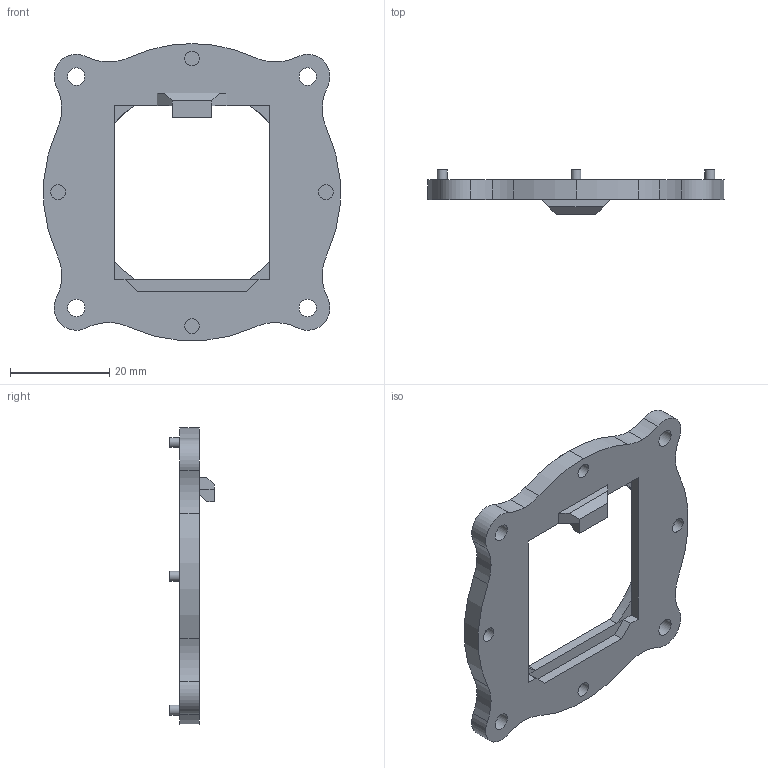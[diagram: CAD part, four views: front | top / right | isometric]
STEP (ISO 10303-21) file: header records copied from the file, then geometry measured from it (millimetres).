
FILE_DESCRIPTION(('HOOPS Exchange Step'),'2;1');
FILE_NAME('temp_export','2024-01-13T20:06:34+09:00',('mobile'),('Shapr3D Limited'),'HOOPS Exchange 2023.2','Shapr3D','Authorized');
FILE_SCHEMA( ('AUTOMOTIVE_DESIGN { 1 0 10303 214 1 1 1 1 }') );
Length unit declared in the file: millimetre
Products named in the file (1): Monitor-frame
Bounding box: 59.77 x 9 x 59.89 mm (x, y, z)
Volume: 7852.1 mm3; surface area: 5776.4 mm2
Topology: 1 solids, 1 shells, 72 faces, 195 edges, 133 vertices
Faces by surface type: cylinder 36, plane 36
Full cylindrical faces by diameter (mm): 2 x4, 3 x4, 3.5 x4
Entity records: 2370 total; most frequent: DIRECTION 436, CARTESIAN_POINT 401, ORIENTED_EDGE 390, EDGE_CURVE 195, AXIS2_PLACEMENT_3D 168, VERTEX_POINT 133, VECTOR 100, LINE 100
